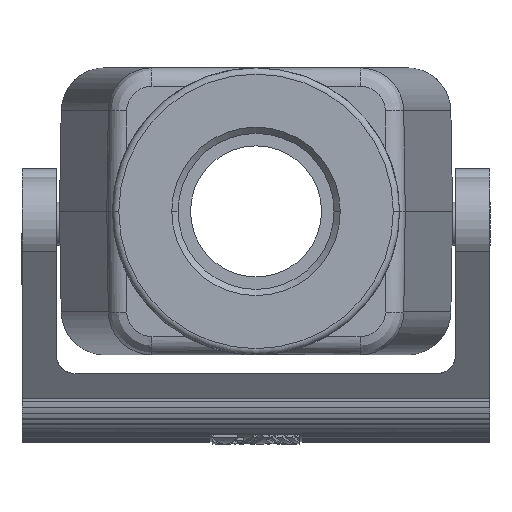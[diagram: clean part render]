
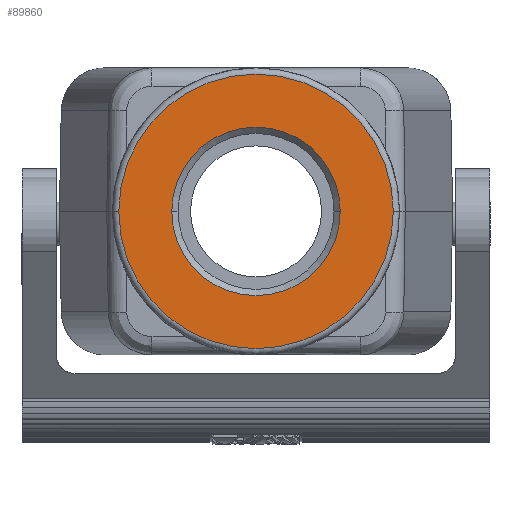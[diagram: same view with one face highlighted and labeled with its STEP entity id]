
A CAD part, front view. The second image highlights one B-rep face of the part: STEP entity #89860.
In plain terms, the highlighted planar face has unit normal (0, -1, 0).
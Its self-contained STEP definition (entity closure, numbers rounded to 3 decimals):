
#89510=CARTESIAN_POINT('',(-27.258,-111.112,-47.75));
#89520=DIRECTION('',(0.,1.,0.));
#89530=DIRECTION('',(1.,0.,0.));
#89540=AXIS2_PLACEMENT_3D('',#89510,#89520,#89530);
#89550=PLANE('',#89540);
#89560=CARTESIAN_POINT('',(-27.253,-111.112,
-70.));
#89570=DIRECTION('',(0.,-1.,0.));
#89580=DIRECTION('',(-1.,0.,0.));
#89590=AXIS2_PLACEMENT_3D('',#89560,#89570,#89580);
#89600=CIRCLE('',#89590,13.5);
#89610=CARTESIAN_POINT('',(-13.753,-111.112,
-70.));
#89620=VERTEX_POINT('',#89610);
#89630=CARTESIAN_POINT('',(-40.753,-111.112,
-70.));
#89640=VERTEX_POINT('',#89630);
#89650=EDGE_CURVE('',#89620,#89640,#89600,.T.);
#89660=ORIENTED_EDGE('',*,*,#89650,.F.);
#89670=EDGE_CURVE('',#89640,#89620,#89600,.T.);
#89680=ORIENTED_EDGE('',*,*,#89670,.F.);
#89690=EDGE_LOOP('',(#89680,#89660));
#89700=FACE_BOUND('',#89690,.T.);
#89710=CARTESIAN_POINT('',(-27.253,-111.112,
-70.));
#89720=DIRECTION('',(0.,1.,0.));
#89730=DIRECTION('',(1.,0.,0.));
#89740=AXIS2_PLACEMENT_3D('',#89710,#89720,#89730);
#89750=CIRCLE('',#89740,22.);
#89760=CARTESIAN_POINT('',(-5.253,-111.112,
-70.));
#89770=VERTEX_POINT('',#89760);
#89780=CARTESIAN_POINT('',(-49.253,-111.112,
-70.));
#89790=VERTEX_POINT('',#89780);
#89800=EDGE_CURVE('',#89770,#89790,#89750,.T.);
#89810=ORIENTED_EDGE('',*,*,#89800,.F.);
#89820=EDGE_CURVE('',#89790,#89770,#89750,.T.);
#89830=ORIENTED_EDGE('',*,*,#89820,.F.);
#89840=EDGE_LOOP('',(#89830,#89810));
#89850=FACE_OUTER_BOUND('',#89840,.T.);
#89860=ADVANCED_FACE('',(#89700,#89850),#89550,.F.);
